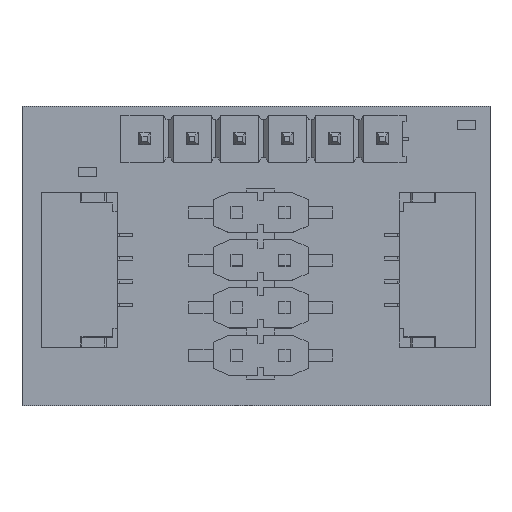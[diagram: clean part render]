
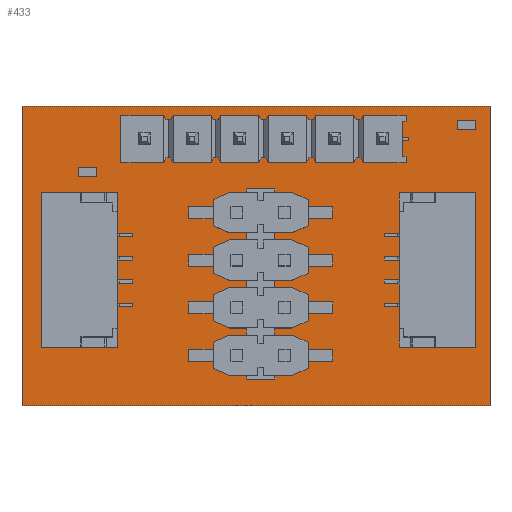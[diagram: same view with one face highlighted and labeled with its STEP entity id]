
A CAD part, top view. The second image highlights one B-rep face of the part: STEP entity #433.
In plain terms, the highlighted planar face has unit normal (0, 0, 1).
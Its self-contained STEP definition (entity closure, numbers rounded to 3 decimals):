
#88 = VERTEX_POINT('',#89);
#89 = CARTESIAN_POINT('',(0.,0.,1.));
#95 = EDGE_CURVE('',#88,#96,#98,.T.);
#96 = VERTEX_POINT('',#97);
#97 = CARTESIAN_POINT('',(0.,16.,1.));
#98 = LINE('',#99,#100);
#99 = CARTESIAN_POINT('',(0.,0.,1.));
#100 = VECTOR('',#101,1.);
#101 = DIRECTION('',(0.,1.,0.));
#126 = EDGE_CURVE('',#96,#127,#129,.T.);
#127 = VERTEX_POINT('',#128);
#128 = CARTESIAN_POINT('',(25.,16.,1.));
#129 = LINE('',#130,#131);
#130 = CARTESIAN_POINT('',(0.,16.,1.));
#131 = VECTOR('',#132,1.);
#132 = DIRECTION('',(1.,0.,0.));
#157 = EDGE_CURVE('',#127,#158,#160,.T.);
#158 = VERTEX_POINT('',#159);
#159 = CARTESIAN_POINT('',(25.,0.,1.));
#160 = LINE('',#161,#162);
#161 = CARTESIAN_POINT('',(25.,16.,1.));
#162 = VECTOR('',#163,1.);
#163 = DIRECTION('',(0.,-1.,0.));
#188 = EDGE_CURVE('',#158,#88,#189,.T.);
#189 = LINE('',#190,#191);
#190 = CARTESIAN_POINT('',(25.,0.,1.));
#191 = VECTOR('',#192,1.);
#192 = DIRECTION('',(-1.,0.,0.));
#212 = VERTEX_POINT('',#213);
#213 = CARTESIAN_POINT('',(12.14,14.25,1.));
#219 = EDGE_CURVE('',#212,#212,#220,.T.);
#220 = CIRCLE('',#221,0.51);
#221 = AXIS2_PLACEMENT_3D('',#222,#223,#224);
#222 = CARTESIAN_POINT('',(11.63,14.25,1.));
#223 = DIRECTION('',(0.,0.,1.));
#224 = DIRECTION('',(1.,0.,-0.));
#245 = VERTEX_POINT('',#246);
#246 = CARTESIAN_POINT('',(7.06,14.25,1.));
#252 = EDGE_CURVE('',#245,#245,#253,.T.);
#253 = CIRCLE('',#254,0.51);
#254 = AXIS2_PLACEMENT_3D('',#255,#256,#257);
#255 = CARTESIAN_POINT('',(6.55,14.25,1.));
#256 = DIRECTION('',(0.,0.,1.));
#257 = DIRECTION('',(1.,0.,-0.));
#278 = VERTEX_POINT('',#279);
#279 = CARTESIAN_POINT('',(9.6,14.25,1.));
#285 = EDGE_CURVE('',#278,#278,#286,.T.);
#286 = CIRCLE('',#287,0.51);
#287 = AXIS2_PLACEMENT_3D('',#288,#289,#290);
#288 = CARTESIAN_POINT('',(9.09,14.25,1.));
#289 = DIRECTION('',(0.,0.,1.));
#290 = DIRECTION('',(1.,0.,-0.));
#311 = VERTEX_POINT('',#312);
#312 = CARTESIAN_POINT('',(19.76,14.25,1.));
#318 = EDGE_CURVE('',#311,#311,#319,.T.);
#319 = CIRCLE('',#320,0.51);
#320 = AXIS2_PLACEMENT_3D('',#321,#322,#323);
#321 = CARTESIAN_POINT('',(19.25,14.25,1.));
#322 = DIRECTION('',(0.,0.,1.));
#323 = DIRECTION('',(1.,0.,-0.));
#344 = VERTEX_POINT('',#345);
#345 = CARTESIAN_POINT('',(14.68,14.25,1.));
#351 = EDGE_CURVE('',#344,#344,#352,.T.);
#352 = CIRCLE('',#353,0.51);
#353 = AXIS2_PLACEMENT_3D('',#354,#355,#356);
#354 = CARTESIAN_POINT('',(14.17,14.25,1.));
#355 = DIRECTION('',(0.,0.,1.));
#356 = DIRECTION('',(1.,0.,-0.));
#377 = VERTEX_POINT('',#378);
#378 = CARTESIAN_POINT('',(17.22,14.25,1.));
#384 = EDGE_CURVE('',#377,#377,#385,.T.);
#385 = CIRCLE('',#386,0.51);
#386 = AXIS2_PLACEMENT_3D('',#387,#388,#389);
#387 = CARTESIAN_POINT('',(16.71,14.25,1.));
#388 = DIRECTION('',(0.,0.,1.));
#389 = DIRECTION('',(1.,0.,-0.));
#433 = ADVANCED_FACE('',(#434,#440,#443,#446,#449,#452,#455),#458,.F.);
#434 = FACE_BOUND('',#435,.F.);
#435 = EDGE_LOOP('',(#436,#437,#438,#439));
#436 = ORIENTED_EDGE('',*,*,#95,.T.);
#437 = ORIENTED_EDGE('',*,*,#126,.T.);
#438 = ORIENTED_EDGE('',*,*,#157,.T.);
#439 = ORIENTED_EDGE('',*,*,#188,.T.);
#440 = FACE_BOUND('',#441,.F.);
#441 = EDGE_LOOP('',(#442));
#442 = ORIENTED_EDGE('',*,*,#219,.T.);
#443 = FACE_BOUND('',#444,.F.);
#444 = EDGE_LOOP('',(#445));
#445 = ORIENTED_EDGE('',*,*,#252,.T.);
#446 = FACE_BOUND('',#447,.F.);
#447 = EDGE_LOOP('',(#448));
#448 = ORIENTED_EDGE('',*,*,#285,.T.);
#449 = FACE_BOUND('',#450,.F.);
#450 = EDGE_LOOP('',(#451));
#451 = ORIENTED_EDGE('',*,*,#318,.T.);
#452 = FACE_BOUND('',#453,.F.);
#453 = EDGE_LOOP('',(#454));
#454 = ORIENTED_EDGE('',*,*,#351,.T.);
#455 = FACE_BOUND('',#456,.F.);
#456 = EDGE_LOOP('',(#457));
#457 = ORIENTED_EDGE('',*,*,#384,.T.);
#458 = PLANE('',#459);
#459 = AXIS2_PLACEMENT_3D('',#460,#461,#462);
#460 = CARTESIAN_POINT('',(12.5,8.,1.));
#461 = DIRECTION('',(-0.,-0.,-1.));
#462 = DIRECTION('',(-1.,0.,0.));
